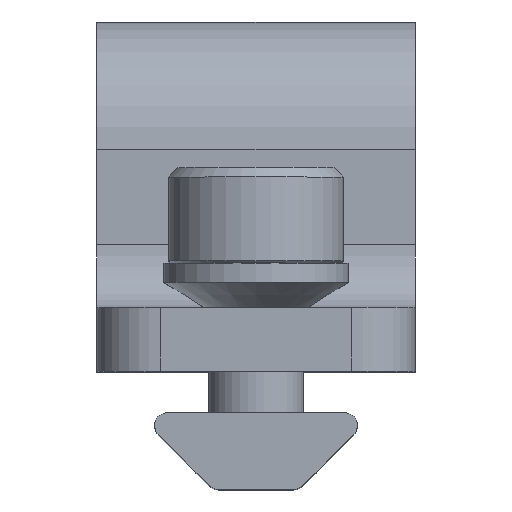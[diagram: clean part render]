
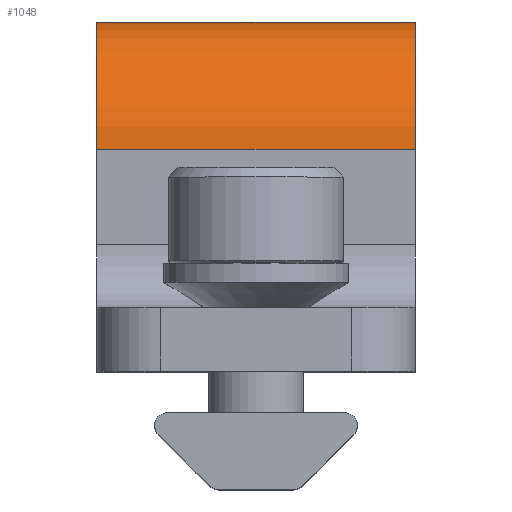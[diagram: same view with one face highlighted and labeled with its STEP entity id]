
A CAD part, top view. The second image highlights one B-rep face of the part: STEP entity #1048.
In plain terms, the highlighted cylindrical face has radius 4 mm (diameter 8 mm), a partial arc.
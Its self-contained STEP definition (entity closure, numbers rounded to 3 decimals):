
#85=CYLINDRICAL_SURFACE('',#1184,4.);
#99=CIRCLE('',#1150,4.);
#109=CIRCLE('',#1164,4.);
#256=ORIENTED_EDGE('',*,*,#446,.T.);
#257=ORIENTED_EDGE('',*,*,#487,.F.);
#258=ORIENTED_EDGE('',*,*,#470,.F.);
#259=ORIENTED_EDGE('',*,*,#437,.T.);
#437=EDGE_CURVE('',#578,#577,#672,.T.);
#446=EDGE_CURVE('',#577,#586,#99,.T.);
#470=EDGE_CURVE('',#578,#605,#109,.T.);
#487=EDGE_CURVE('',#605,#586,#702,.T.);
#577=VERTEX_POINT('',#1623);
#578=VERTEX_POINT('',#1625);
#586=VERTEX_POINT('',#1642);
#605=VERTEX_POINT('',#1690);
#672=LINE('',#1624,#742);
#702=LINE('',#1726,#772);
#742=VECTOR('',#1284,1000.);
#772=VECTOR('',#1390,1000.);
#836=EDGE_LOOP('',(#256,#257,#258,#259));
#928=FACE_BOUND('',#836,.T.);
#1048=ADVANCED_FACE('',(#928),#85,.T.);
#1150=AXIS2_PLACEMENT_3D('',#1643,#1298,#1299);
#1164=AXIS2_PLACEMENT_3D('',#1689,#1340,#1341);
#1184=AXIS2_PLACEMENT_3D('',#1727,#1391,#1392);
#1284=DIRECTION('',(-1.,0.,0.));
#1298=DIRECTION('',(1.,0.,0.));
#1299=DIRECTION('',(0.,0.,-1.));
#1340=DIRECTION('',(1.,0.,0.));
#1341=DIRECTION('',(0.,0.,-1.));
#1390=DIRECTION('',(-1.,0.,0.));
#1391=DIRECTION('',(-1.,0.,0.));
#1392=DIRECTION('',(0.,0.,1.));
#1623=CARTESIAN_POINT('',(-5.,11.,-10.5));
#1624=CARTESIAN_POINT('',(5.,11.,-10.5));
#1625=CARTESIAN_POINT('',(5.,11.,-10.5));
#1642=CARTESIAN_POINT('',(-5.,7.,-6.5));
#1643=CARTESIAN_POINT('',(-5.,7.,-10.5));
#1689=CARTESIAN_POINT('',(5.,7.,-10.5));
#1690=CARTESIAN_POINT('',(5.,7.,-6.5));
#1726=CARTESIAN_POINT('',(5.,7.,-6.5));
#1727=CARTESIAN_POINT('',(5.,7.,-10.5));
